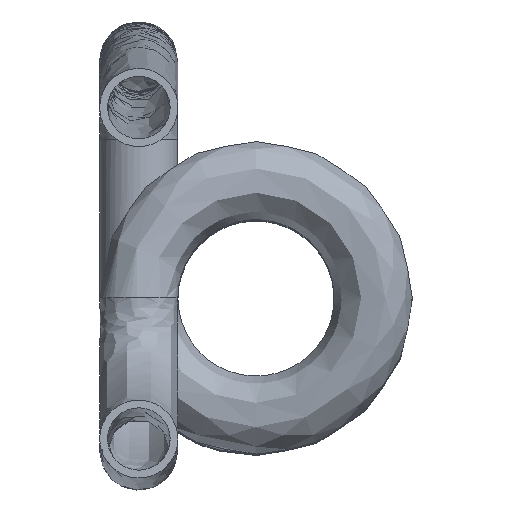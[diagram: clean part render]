
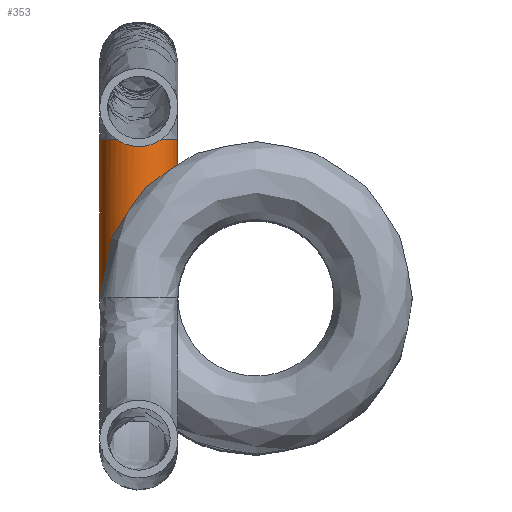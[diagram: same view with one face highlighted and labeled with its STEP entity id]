
A CAD part, top view. The second image highlights one B-rep face of the part: STEP entity #353.
In plain terms, the highlighted cylindrical face has radius 4.997 mm (diameter 9.994 mm), a full revolution.
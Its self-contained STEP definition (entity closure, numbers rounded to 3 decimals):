
#22 = VERTEX_POINT('',#23);
#23 = CARTESIAN_POINT('',(-10.003,0.,0.));
#77 = EDGE_CURVE('',#22,#22,#78,.T.);
#78 = ( BOUNDED_CURVE() B_SPLINE_CURVE(6,(#79,#80,#81,#82,#83,#84,#85),
.UNSPECIFIED.,.T.,.F.) B_SPLINE_CURVE_WITH_KNOTS((1,6,6,1),(
    -6.283,0.,6.283,12.566),.UNSPECIFIED.) 
CURVE() GEOMETRIC_REPRESENTATION_ITEM() RATIONAL_B_SPLINE_CURVE((
    1.669,1.037,1.038,0.854,
1.038,1.037,1.669)) REPRESENTATION_ITEM('') );
#79 = CARTESIAN_POINT('',(-10.003,0.,0.));
#80 = CARTESIAN_POINT('',(-10.003,0.,8.303)
  );
#81 = CARTESIAN_POINT('',(-20.27,0.,
    9.495));
#82 = CARTESIAN_POINT('',(-28.738,0.,0.));
#83 = CARTESIAN_POINT('',(-20.27,0.,
    -9.495));
#84 = CARTESIAN_POINT('',(-10.003,0.,-8.303
    ));
#85 = CARTESIAN_POINT('',(-10.003,0.,0.));
#353 = ADVANCED_FACE('',(#354),#373,.T.);
#354 = FACE_BOUND('',#355,.T.);
#355 = EDGE_LOOP('',(#356,#357,#365,#372));
#356 = ORIENTED_EDGE('',*,*,#77,.F.);
#357 = ORIENTED_EDGE('',*,*,#358,.T.);
#358 = EDGE_CURVE('',#22,#359,#361,.T.);
#359 = VERTEX_POINT('',#360);
#360 = CARTESIAN_POINT('',(-10.003,20.45,0.));
#361 = LINE('',#362,#363);
#362 = CARTESIAN_POINT('',(-10.003,0.,
    0.));
#363 = VECTOR('',#364,1.);
#364 = DIRECTION('',(0.,1.,0.));
#365 = ORIENTED_EDGE('',*,*,#366,.F.);
#366 = EDGE_CURVE('',#359,#359,#367,.T.);
#367 = CIRCLE('',#368,4.997);
#368 = AXIS2_PLACEMENT_3D('',#369,#370,#371);
#369 = CARTESIAN_POINT('',(-15.,20.45,0.));
#370 = DIRECTION('',(0.,1.,0.));
#371 = DIRECTION('',(1.,0.,0.));
#372 = ORIENTED_EDGE('',*,*,#358,.F.);
#373 = CYLINDRICAL_SURFACE('',#374,4.997);
#374 = AXIS2_PLACEMENT_3D('',#375,#376,#377);
#375 = CARTESIAN_POINT('',(-15.,0.,
    0.));
#376 = DIRECTION('',(0.,1.,0.));
#377 = DIRECTION('',(1.,0.,0.));
